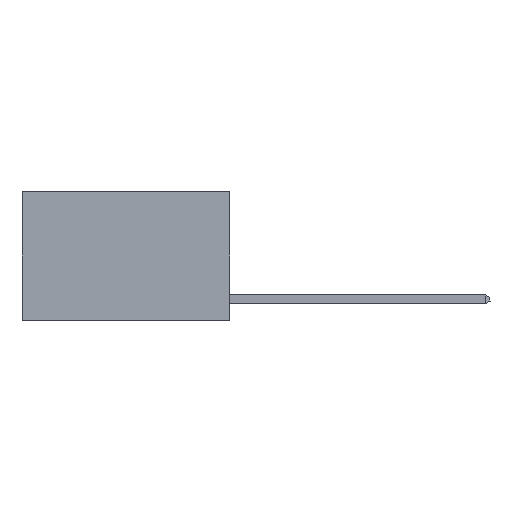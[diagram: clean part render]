
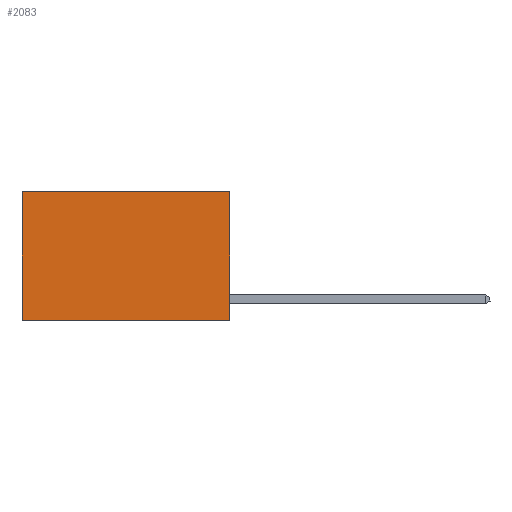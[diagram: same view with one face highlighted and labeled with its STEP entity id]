
A CAD part, left-side view. The second image highlights one B-rep face of the part: STEP entity #2083.
In plain terms, the highlighted planar face has unit normal (-1, 0, 0).
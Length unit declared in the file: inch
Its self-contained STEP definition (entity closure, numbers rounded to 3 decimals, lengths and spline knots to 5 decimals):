
#316 = ORIENTED_EDGE ( 'NONE', *, *, #9228, .T. ) ;
#1088 = VECTOR ( 'NONE', #10632, 39.37008 ) ;
#1140 = ORIENTED_EDGE ( 'NONE', *, *, #5422, .T. ) ;
#1578 = LINE ( 'NONE', #3408, #1088 ) ;
#1681 = LINE ( 'NONE', #14032, #7708 ) ;
#2083 = ADVANCED_FACE ( 'NONE', ( #14551 ), #6642, .F. ) ;
#2170 = LINE ( 'NONE', #6769, #2218 ) ;
#2218 = VECTOR ( 'NONE', #5435, 39.37008 ) ;
#2492 = EDGE_CURVE ( 'NONE', #7377, #13199, #2170, .T. ) ;
#3300 = EDGE_CURVE ( 'NONE', #13199, #12260, #1681, .T. ) ;
#3408 = CARTESIAN_POINT ( 'NONE',  ( 0.2625, 0., 0. ) ) ;
#3611 = CARTESIAN_POINT ( 'NONE',  ( 0.2625, 0., 0. ) ) ;
#4134 = DIRECTION ( 'NONE',  ( 0., 1., 0. ) ) ;
#4272 = DIRECTION ( 'NONE',  ( 0., 0., -1. ) ) ;
#5116 = LINE ( 'NONE', #13194, #12021 ) ;
#5183 = CARTESIAN_POINT ( 'NONE',  ( 0.2625, 0., -0.37 ) ) ;
#5408 = DIRECTION ( 'NONE',  ( 0., 0., -1. ) ) ;
#5422 = EDGE_CURVE ( 'NONE', #6421, #12260, #5116, .T. ) ;
#5435 = DIRECTION ( 'NONE',  ( 0., 0., -1. ) ) ;
#6421 = VERTEX_POINT ( 'NONE', #11288 ) ;
#6642 = PLANE ( 'NONE',  #7654 ) ;
#6769 = CARTESIAN_POINT ( 'NONE',  ( 0.2625, 0., 0. ) ) ;
#7377 = VERTEX_POINT ( 'NONE', #3611 ) ;
#7654 = AXIS2_PLACEMENT_3D ( 'NONE', #14482, #11148, #4272 ) ;
#7708 = VECTOR ( 'NONE', #4134, 39.37008 ) ;
#9116 = ORIENTED_EDGE ( 'NONE', *, *, #2492, .F. ) ;
#9228 = EDGE_CURVE ( 'NONE', #7377, #6421, #1578, .T. ) ;
#10632 = DIRECTION ( 'NONE',  ( 0., 1., 0. ) ) ;
#10761 = CARTESIAN_POINT ( 'NONE',  ( 0.2625, 0.6, -0.37 ) ) ;
#11148 = DIRECTION ( 'NONE',  ( 1., 0., 0. ) ) ;
#11288 = CARTESIAN_POINT ( 'NONE',  ( 0.2625, 0.6, 0. ) ) ;
#12021 = VECTOR ( 'NONE', #5408, 39.37008 ) ;
#12260 = VERTEX_POINT ( 'NONE', #10761 ) ;
#13194 = CARTESIAN_POINT ( 'NONE',  ( 0.2625, 0.6, 0. ) ) ;
#13199 = VERTEX_POINT ( 'NONE', #5183 ) ;
#13694 = EDGE_LOOP ( 'NONE', ( #1140, #14260, #9116, #316 ) ) ;
#14032 = CARTESIAN_POINT ( 'NONE',  ( 0.2625, 0., -0.37 ) ) ;
#14260 = ORIENTED_EDGE ( 'NONE', *, *, #3300, .F. ) ;
#14482 = CARTESIAN_POINT ( 'NONE',  ( 0.2625, 0., 0. ) ) ;
#14551 = FACE_OUTER_BOUND ( 'NONE', #13694, .T. ) ;
